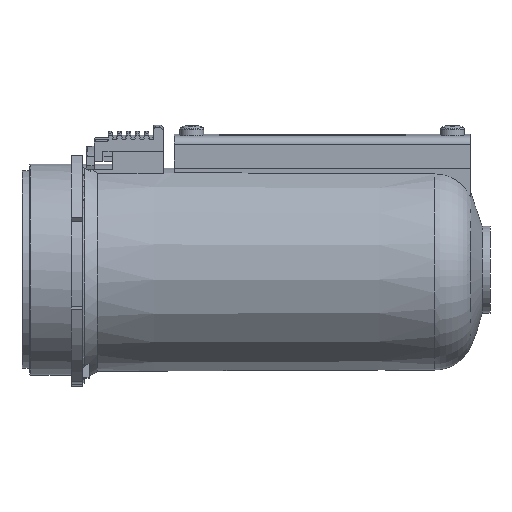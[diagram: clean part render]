
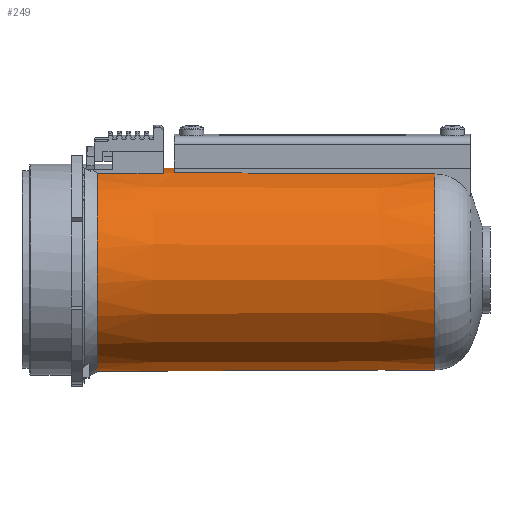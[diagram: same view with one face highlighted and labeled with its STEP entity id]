
A CAD part, left-side view. The second image highlights one B-rep face of the part: STEP entity #249.
In plain terms, the highlighted conical face has half-angle 0.274 degrees and reference radius 25.81 mm.
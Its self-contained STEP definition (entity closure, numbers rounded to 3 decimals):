
#249 = ADVANCED_FACE( '', ( #523, #524 ), #525, .T. );
#523 = FACE_BOUND( '', #997, .T. );
#524 = FACE_OUTER_BOUND( '', #998, .T. );
#525 = CONICAL_SURFACE( '', #999, 25.81, 0.005 );
#997 = EDGE_LOOP( '', ( #1785, #1786, #1787, #1788 ) );
#998 = EDGE_LOOP( '', ( #1789, #1790, #1791, #1792 ) );
#999 = AXIS2_PLACEMENT_3D( '', #1793, #1794, #1795 );
#1785 = ORIENTED_EDGE( '', *, *, #3343, .F. );
#1786 = ORIENTED_EDGE( '', *, *, #3431, .T. );
#1787 = ORIENTED_EDGE( '', *, *, #3437, .T. );
#1788 = ORIENTED_EDGE( '', *, *, #3337, .T. );
#1789 = ORIENTED_EDGE( '', *, *, #3418, .T. );
#1790 = ORIENTED_EDGE( '', *, *, #3453, .T. );
#1791 = ORIENTED_EDGE( '', *, *, #3426, .T. );
#1792 = ORIENTED_EDGE( '', *, *, #3427, .F. );
#1793 = CARTESIAN_POINT( '', ( 0., 99.407, 0. ) );
#1794 = DIRECTION( '', ( 0., 1., 0. ) );
#1795 = DIRECTION( '', ( 0., 0., 1. ) );
#3337 = EDGE_CURVE( '', #3945, #3946, #3947, .T. );
#3343 = EDGE_CURVE( '', #3955, #3946, #3958, .T. );
#3418 = EDGE_CURVE( '', #4094, #4092, #4095, .T. );
#3426 = EDGE_CURVE( '', #4100, #4108, #4110, .T. );
#3427 = EDGE_CURVE( '', #4094, #4108, #4111, .T. );
#3431 = EDGE_CURVE( '', #3955, #4115, #4116, .T. );
#3437 = EDGE_CURVE( '', #4115, #3945, #4124, .T. );
#3453 = EDGE_CURVE( '', #4092, #4100, #4141, .T. );
#3945 = VERTEX_POINT( '', #4962 );
#3946 = VERTEX_POINT( '', #4963 );
#3947 = B_SPLINE_CURVE_WITH_KNOTS( '', 3, ( #4964, #4965, #4966, #4967, #4968, #4969, #4970 ), .UNSPECIFIED., .F., .F., ( 4, 3, 4 ), ( 0., 0.051, 0.066 ), .UNSPECIFIED. );
#3955 = VERTEX_POINT( '', #4994 );
#3958 = CIRCLE( '', #5010, 25.401 );
#4092 = VERTEX_POINT( '', #5212 );
#4094 = VERTEX_POINT( '', #5217 );
#4095 = B_SPLINE_CURVE_WITH_KNOTS( '', 3, ( #5218, #5219, #5220, #5221 ), .UNSPECIFIED., .F., .F., ( 4, 4 ), ( 0., 0.017 ), .UNSPECIFIED. );
#4100 = VERTEX_POINT( '', #5228 );
#4108 = VERTEX_POINT( '', #5242 );
#4110 = B_SPLINE_CURVE_WITH_KNOTS( '', 3, ( #5245, #5246, #5247, #5248 ), .UNSPECIFIED., .F., .F., ( 4, 4 ), ( 0., 0.017 ), .UNSPECIFIED. );
#4111 = CIRCLE( '', #5249, 25.73 );
#4115 = VERTEX_POINT( '', #5255 );
#4116 = B_SPLINE_CURVE_WITH_KNOTS( '', 3, ( #5256, #5257, #5258, #5259, #5260, #5261, #5262 ), .UNSPECIFIED., .F., .F., ( 4, 3, 4 ), ( 0., 0.051, 0.066 ), .UNSPECIFIED. );
#4124 = CIRCLE( '', #5275, 25.717 );
#4141 = CIRCLE( '', #5292, 25.81 );
#4962 = CARTESIAN_POINT( '', ( 1.961, 80., 25.642 ) );
#4963 = CARTESIAN_POINT( '', ( 1.977, 13.936, 25.324 ) );
#4964 = CARTESIAN_POINT( '', ( 1.961, 80., 25.642 ) );
#4965 = CARTESIAN_POINT( '', ( 1.965, 62.937, 25.56 ) );
#4966 = CARTESIAN_POINT( '', ( 1.969, 45.874, 25.478 ) );
#4967 = CARTESIAN_POINT( '', ( 1.974, 28.811, 25.396 ) );
#4968 = CARTESIAN_POINT( '', ( 1.975, 23.853, 25.372 ) );
#4969 = CARTESIAN_POINT( '', ( 1.976, 18.894, 25.348 ) );
#4970 = CARTESIAN_POINT( '', ( 1.977, 13.936, 25.324 ) );
#4994 = CARTESIAN_POINT( '', ( -7.579, 13.936, 24.244 ) );
#5010 = AXIS2_PLACEMENT_3D( '', #6664, #6665, #6666 );
#5212 = CARTESIAN_POINT( '', ( -8.291, 99.407, 24.442 ) );
#5217 = CARTESIAN_POINT( '', ( -8.286, 82.7, 24.359 ) );
#5218 = CARTESIAN_POINT( '', ( -8.286, 82.7, 24.359 ) );
#5219 = CARTESIAN_POINT( '', ( -8.288, 88.269, 24.387 ) );
#5220 = CARTESIAN_POINT( '', ( -8.289, 93.838, 24.415 ) );
#5221 = CARTESIAN_POINT( '', ( -8.291, 99.407, 24.442 ) );
#5228 = CARTESIAN_POINT( '', ( 2.66, 99.407, 25.673 ) );
#5242 = CARTESIAN_POINT( '', ( 2.664, 82.7, 25.592 ) );
#5245 = CARTESIAN_POINT( '', ( 2.66, 99.407, 25.673 ) );
#5246 = CARTESIAN_POINT( '', ( 2.661, 93.838, 25.646 ) );
#5247 = CARTESIAN_POINT( '', ( 2.663, 88.269, 25.619 ) );
#5248 = CARTESIAN_POINT( '', ( 2.664, 82.7, 25.592 ) );
#5249 = AXIS2_PLACEMENT_3D( '', #6785, #6786, #6787 );
#5255 = CARTESIAN_POINT( '', ( -7.596, 80., 24.57 ) );
#5256 = CARTESIAN_POINT( '', ( -7.579, 13.936, 24.244 ) );
#5257 = CARTESIAN_POINT( '', ( -7.584, 30.789, 24.327 ) );
#5258 = CARTESIAN_POINT( '', ( -7.588, 47.642, 24.41 ) );
#5259 = CARTESIAN_POINT( '', ( -7.592, 64.496, 24.493 ) );
#5260 = CARTESIAN_POINT( '', ( -7.594, 69.664, 24.519 ) );
#5261 = CARTESIAN_POINT( '', ( -7.595, 74.832, 24.544 ) );
#5262 = CARTESIAN_POINT( '', ( -7.596, 80., 24.57 ) );
#5275 = AXIS2_PLACEMENT_3D( '', #6798, #6799, #6800 );
#5292 = AXIS2_PLACEMENT_3D( '', #6846, #6847, #6848 );
#6664 = CARTESIAN_POINT( '', ( 0., 13.936, 0. ) );
#6665 = DIRECTION( '', ( 0., -1., 0. ) );
#6666 = DIRECTION( '', ( 0., 0., -1. ) );
#6785 = CARTESIAN_POINT( '', ( 0., 82.7, 0. ) );
#6786 = DIRECTION( '', ( 0., 1., 0. ) );
#6787 = DIRECTION( '', ( 0., 0., 1. ) );
#6798 = CARTESIAN_POINT( '', ( 0., 80., 0. ) );
#6799 = DIRECTION( '', ( 0., 1., 0. ) );
#6800 = DIRECTION( '', ( 0., 0., 1. ) );
#6846 = CARTESIAN_POINT( '', ( 0., 99.407, 0. ) );
#6847 = DIRECTION( '', ( 0., -1., 0. ) );
#6848 = DIRECTION( '', ( 0., 0., -1. ) );
